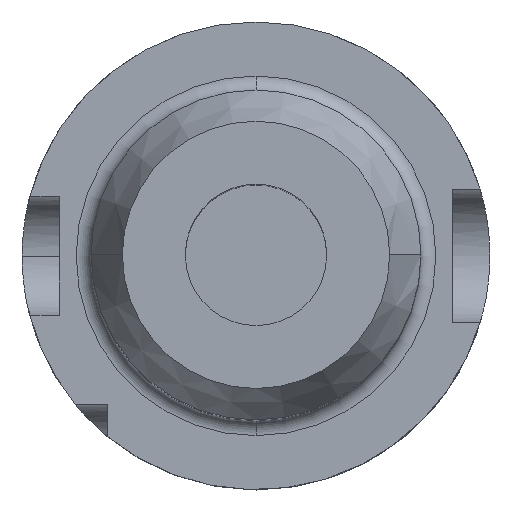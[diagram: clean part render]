
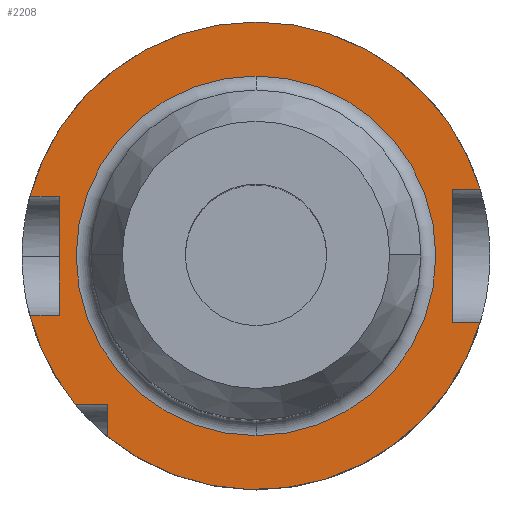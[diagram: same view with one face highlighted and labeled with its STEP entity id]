
A CAD part, top view. The second image highlights one B-rep face of the part: STEP entity #2208.
In plain terms, the highlighted planar face has unit normal (0, 0, 1).
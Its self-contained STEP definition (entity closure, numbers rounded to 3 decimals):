
#37 = VERTEX_POINT ( 'NONE', #3532 ) ;
#163 = LINE ( 'NONE', #2301, #3790 ) ;
#229 = ORIENTED_EDGE ( 'NONE', *, *, #2077, .T. ) ;
#250 = CARTESIAN_POINT ( 'NONE',  ( -30.467, 8., 26. ) ) ;
#291 = CARTESIAN_POINT ( 'NONE',  ( 0., 0., 26. ) ) ;
#314 = EDGE_CURVE ( 'NONE', #3222, #1650, #1639, .T. ) ;
#337 = ORIENTED_EDGE ( 'NONE', *, *, #1428, .T. ) ;
#339 = LINE ( 'NONE', #753, #1663 ) ;
#376 = VERTEX_POINT ( 'NONE', #1562 ) ;
#385 = VERTEX_POINT ( 'NONE', #1918 ) ;
#420 = CIRCLE ( 'NONE', #3830, 24.225 ) ;
#425 = EDGE_LOOP ( 'NONE', ( #3636, #1604, #1841, #1601, #2001, #229, #1506, #2651, #2605, #2979, #3107, #3216 ) ) ;
#462 = CARTESIAN_POINT ( 'NONE',  ( -26.5, 22.225, 26. ) ) ;
#628 = LINE ( 'NONE', #3649, #1151 ) ;
#644 = DIRECTION ( 'NONE',  ( 1., 0., 0. ) ) ;
#669 = VECTOR ( 'NONE', #2031, 1000. ) ;
#715 = FACE_BOUND ( 'NONE', #1787, .T. ) ;
#753 = CARTESIAN_POINT ( 'NONE',  ( -20., 22.225, 26. ) ) ;
#756 = CIRCLE ( 'NONE', #3402, 31.5 ) ;
#907 = VERTEX_POINT ( 'NONE', #3353 ) ;
#917 = DIRECTION ( 'NONE',  ( 0., 1., 0. ) ) ;
#945 = EDGE_CURVE ( 'NONE', #2073, #2096, #628, .T. ) ;
#986 = AXIS2_PLACEMENT_3D ( 'NONE', #1597, #3321, #1190 ) ;
#1049 = DIRECTION ( 'NONE',  ( 0., 1., 0. ) ) ;
#1053 = FACE_OUTER_BOUND ( 'NONE', #425, .T. ) ;
#1083 = DIRECTION ( 'NONE',  ( 0., 1., 0. ) ) ;
#1092 = EDGE_CURVE ( 'NONE', #37, #3449, #1157, .T. ) ;
#1101 = EDGE_CURVE ( 'NONE', #376, #1171, #756, .T. ) ;
#1151 = VECTOR ( 'NONE', #1818, 1000. ) ;
#1157 = CIRCLE ( 'NONE', #1609, 31.5 ) ;
#1171 = VERTEX_POINT ( 'NONE', #3526 ) ;
#1190 = DIRECTION ( 'NONE',  ( 0., -1., 0. ) ) ;
#1199 = DIRECTION ( 'NONE',  ( 1., 0., 0. ) ) ;
#1297 = DIRECTION ( 'NONE',  ( 0., 1., 0. ) ) ;
#1308 = DIRECTION ( 'NONE',  ( 0., 0., -1. ) ) ;
#1325 = CARTESIAN_POINT ( 'NONE',  ( 30.187, 9., 26. ) ) ;
#1371 = CARTESIAN_POINT ( 'NONE',  ( 26.5, 22.225, 26. ) ) ;
#1428 = EDGE_CURVE ( 'NONE', #1650, #3222, #420, .T. ) ;
#1481 = DIRECTION ( 'NONE',  ( 0., 0., -1. ) ) ;
#1506 = ORIENTED_EDGE ( 'NONE', *, *, #1092, .F. ) ;
#1562 = CARTESIAN_POINT ( 'NONE',  ( -24.336, -20., 26. ) ) ;
#1580 = PLANE ( 'NONE',  #986 ) ;
#1596 = VECTOR ( 'NONE', #644, 1000. ) ;
#1597 = CARTESIAN_POINT ( 'NONE',  ( 0., 22.225, 26. ) ) ;
#1601 = ORIENTED_EDGE ( 'NONE', *, *, #2901, .T. ) ;
#1604 = ORIENTED_EDGE ( 'NONE', *, *, #3529, .F. ) ;
#1609 = AXIS2_PLACEMENT_3D ( 'NONE', #3158, #2282, #2268 ) ;
#1616 = DIRECTION ( 'NONE',  ( 0., 1., 0. ) ) ;
#1624 = DIRECTION ( 'NONE',  ( 0., 0., -1. ) ) ;
#1628 = EDGE_CURVE ( 'NONE', #3406, #3713, #2435, .T. ) ;
#1638 = VECTOR ( 'NONE', #1083, 1000. ) ;
#1639 = CIRCLE ( 'NONE', #3261, 24.225 ) ;
#1650 = VERTEX_POINT ( 'NONE', #4027 ) ;
#1663 = VECTOR ( 'NONE', #1049, 1000. ) ;
#1723 = DIRECTION ( 'NONE',  ( 0., -1., 0. ) ) ;
#1771 = EDGE_CURVE ( 'NONE', #907, #3927, #3546, .T. ) ;
#1787 = EDGE_LOOP ( 'NONE', ( #337, #2955 ) ) ;
#1818 = DIRECTION ( 'NONE',  ( -1., 0., 0. ) ) ;
#1841 = ORIENTED_EDGE ( 'NONE', *, *, #1628, .F. ) ;
#1918 = CARTESIAN_POINT ( 'NONE',  ( -20., -20., 26. ) ) ;
#1982 = EDGE_CURVE ( 'NONE', #3647, #2073, #2538, .T. ) ;
#1986 = VECTOR ( 'NONE', #3446, 1000. ) ;
#2001 = ORIENTED_EDGE ( 'NONE', *, *, #1771, .T. ) ;
#2031 = DIRECTION ( 'NONE',  ( 0., 1., 0. ) ) ;
#2073 = VERTEX_POINT ( 'NONE', #2485 ) ;
#2077 = EDGE_CURVE ( 'NONE', #3927, #3449, #3257, .T. ) ;
#2084 = LINE ( 'NONE', #3767, #1986 ) ;
#2096 = VERTEX_POINT ( 'NONE', #250 ) ;
#2117 = DIRECTION ( 'NONE',  ( 0., -1., 0. ) ) ;
#2131 = EDGE_CURVE ( 'NONE', #385, #376, #2084, .T. ) ;
#2186 = CARTESIAN_POINT ( 'NONE',  ( 0., -8., 26. ) ) ;
#2208 = ADVANCED_FACE ( 'NONE', ( #715, #1053 ), #1580, .T. ) ;
#2268 = DIRECTION ( 'NONE',  ( 0., 1., 0. ) ) ;
#2282 = DIRECTION ( 'NONE',  ( 0., 0., -1. ) ) ;
#2301 = CARTESIAN_POINT ( 'NONE',  ( 0., -9., 26. ) ) ;
#2365 = CIRCLE ( 'NONE', #3431, 31.5 ) ;
#2435 = CIRCLE ( 'NONE', #3775, 31.5 ) ;
#2437 = LINE ( 'NONE', #2186, #1596 ) ;
#2485 = CARTESIAN_POINT ( 'NONE',  ( -26.5, 8., 26. ) ) ;
#2538 = LINE ( 'NONE', #462, #1638 ) ;
#2566 = EDGE_CURVE ( 'NONE', #1171, #3647, #2437, .T. ) ;
#2605 = ORIENTED_EDGE ( 'NONE', *, *, #945, .F. ) ;
#2613 = CARTESIAN_POINT ( 'NONE',  ( 0., 0., 26. ) ) ;
#2651 = ORIENTED_EDGE ( 'NONE', *, *, #3458, .F. ) ;
#2709 = VECTOR ( 'NONE', #1199, 1000. ) ;
#2770 = CARTESIAN_POINT ( 'NONE',  ( 0., 9., 26. ) ) ;
#2797 = DIRECTION ( 'NONE',  ( 0., 0., -1. ) ) ;
#2901 = EDGE_CURVE ( 'NONE', #3406, #907, #163, .T. ) ;
#2955 = ORIENTED_EDGE ( 'NONE', *, *, #314, .T. ) ;
#2979 = ORIENTED_EDGE ( 'NONE', *, *, #1982, .F. ) ;
#3107 = ORIENTED_EDGE ( 'NONE', *, *, #2566, .F. ) ;
#3158 = CARTESIAN_POINT ( 'NONE',  ( 0., 0., 26. ) ) ;
#3216 = ORIENTED_EDGE ( 'NONE', *, *, #1101, .F. ) ;
#3222 = VERTEX_POINT ( 'NONE', #3701 ) ;
#3257 = LINE ( 'NONE', #2770, #2709 ) ;
#3261 = AXIS2_PLACEMENT_3D ( 'NONE', #3341, #1481, #1723 ) ;
#3306 = CARTESIAN_POINT ( 'NONE',  ( 0., 0., 26. ) ) ;
#3321 = DIRECTION ( 'NONE',  ( 0., 0., 1. ) ) ;
#3341 = CARTESIAN_POINT ( 'NONE',  ( 0., 0., 26. ) ) ;
#3353 = CARTESIAN_POINT ( 'NONE',  ( 26.5, -9., 26. ) ) ;
#3402 = AXIS2_PLACEMENT_3D ( 'NONE', #3792, #1624, #1297 ) ;
#3403 = CARTESIAN_POINT ( 'NONE',  ( 30.187, -9., 26. ) ) ;
#3406 = VERTEX_POINT ( 'NONE', #3403 ) ;
#3431 = AXIS2_PLACEMENT_3D ( 'NONE', #2613, #1308, #1616 ) ;
#3446 = DIRECTION ( 'NONE',  ( -1., 0., 0. ) ) ;
#3449 = VERTEX_POINT ( 'NONE', #1325 ) ;
#3458 = EDGE_CURVE ( 'NONE', #2096, #37, #2365, .T. ) ;
#3526 = CARTESIAN_POINT ( 'NONE',  ( -30.467, -8., 26. ) ) ;
#3529 = EDGE_CURVE ( 'NONE', #3713, #385, #339, .T. ) ;
#3532 = CARTESIAN_POINT ( 'NONE',  ( 0., 31.5, 26. ) ) ;
#3546 = LINE ( 'NONE', #1371, #669 ) ;
#3636 = ORIENTED_EDGE ( 'NONE', *, *, #2131, .F. ) ;
#3638 = CARTESIAN_POINT ( 'NONE',  ( -20., -24.336, 26. ) ) ;
#3647 = VERTEX_POINT ( 'NONE', #3895 ) ;
#3649 = CARTESIAN_POINT ( 'NONE',  ( 0., 8., 26. ) ) ;
#3701 = CARTESIAN_POINT ( 'NONE',  ( 0., 24.225, 26. ) ) ;
#3713 = VERTEX_POINT ( 'NONE', #3638 ) ;
#3767 = CARTESIAN_POINT ( 'NONE',  ( 0., -20., 26. ) ) ;
#3775 = AXIS2_PLACEMENT_3D ( 'NONE', #291, #2797, #917 ) ;
#3790 = VECTOR ( 'NONE', #3819, 1000. ) ;
#3792 = CARTESIAN_POINT ( 'NONE',  ( 0., 0., 26. ) ) ;
#3819 = DIRECTION ( 'NONE',  ( -1., 0., 0. ) ) ;
#3830 = AXIS2_PLACEMENT_3D ( 'NONE', #3306, #3960, #2117 ) ;
#3895 = CARTESIAN_POINT ( 'NONE',  ( -26.5, -8., 26. ) ) ;
#3927 = VERTEX_POINT ( 'NONE', #3981 ) ;
#3960 = DIRECTION ( 'NONE',  ( 0., 0., -1. ) ) ;
#3981 = CARTESIAN_POINT ( 'NONE',  ( 26.5, 9., 26. ) ) ;
#4027 = CARTESIAN_POINT ( 'NONE',  ( 0., -24.225, 26. ) ) ;
